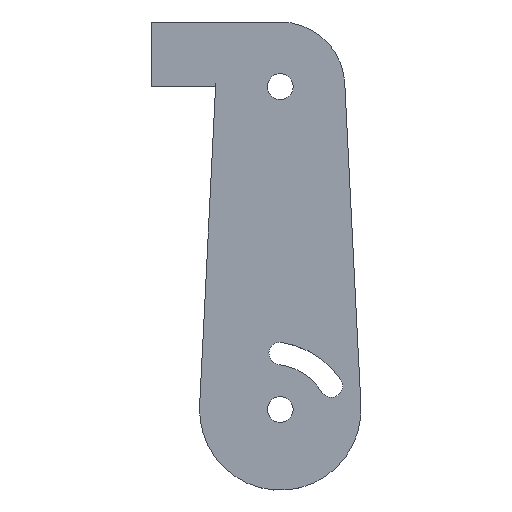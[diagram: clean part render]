
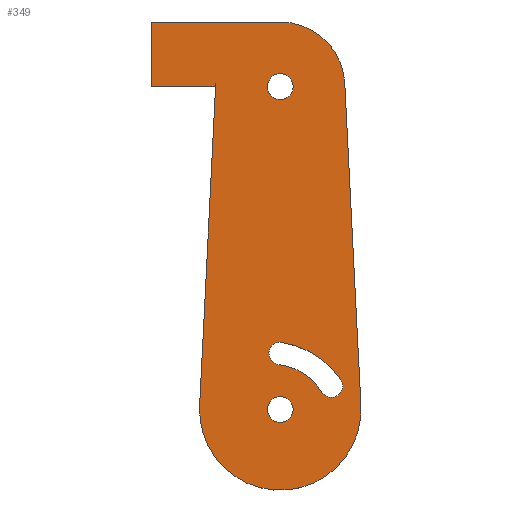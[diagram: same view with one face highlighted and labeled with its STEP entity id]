
A CAD part, top view. The second image highlights one B-rep face of the part: STEP entity #349.
In plain terms, the highlighted planar face has unit normal (0, 0, 1).
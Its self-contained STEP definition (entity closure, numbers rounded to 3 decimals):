
#15=FACE_BOUND('',#65,.T.);
#16=FACE_BOUND('',#66,.T.);
#17=FACE_BOUND('',#67,.T.);
#28=PLANE('',#399);
#46=FACE_OUTER_BOUND('',#64,.T.);
#64=EDGE_LOOP('',(#292,#293,#294,#295,#296,#297,#298,#299,#300,#301));
#65=EDGE_LOOP('',(#302));
#66=EDGE_LOOP('',(#303));
#67=EDGE_LOOP('',(#304,#305,#306,#307));
#80=LINE('',#549,#110);
#83=LINE('',#555,#113);
#87=LINE('',#565,#117);
#90=LINE('',#571,#120);
#93=LINE('',#577,#123);
#96=LINE('',#583,#126);
#100=LINE('',#595,#130);
#110=VECTOR('',#449,10.);
#113=VECTOR('',#454,10.);
#117=VECTOR('',#466,10.);
#120=VECTOR('',#471,10.);
#123=VECTOR('',#476,10.);
#126=VECTOR('',#481,10.);
#130=VECTOR('',#493,10.);
#133=CIRCLE('',#367,13.589);
#135=CIRCLE('',#370,1.75);
#137=CIRCLE('',#373,8.888);
#139=CIRCLE('',#376,1.75);
#140=CIRCLE('',#378,2.);
#142=CIRCLE('',#381,2.);
#145=CIRCLE('',#387,10.);
#147=CIRCLE('',#394,10.);
#149=CIRCLE('',#398,12.5);
#152=VERTEX_POINT('',#510);
#153=VERTEX_POINT('',#512);
#155=VERTEX_POINT('',#518);
#157=VERTEX_POINT('',#524);
#158=VERTEX_POINT('',#531);
#160=VERTEX_POINT('',#537);
#164=VERTEX_POINT('',#546);
#165=VERTEX_POINT('',#548);
#167=VERTEX_POINT('',#554);
#169=VERTEX_POINT('',#560);
#171=VERTEX_POINT('',#570);
#173=VERTEX_POINT('',#576);
#175=VERTEX_POINT('',#582);
#177=VERTEX_POINT('',#588);
#179=VERTEX_POINT('',#594);
#182=EDGE_CURVE('',#153,#152,#133,.T.);
#185=EDGE_CURVE('',#155,#153,#135,.T.);
#188=EDGE_CURVE('',#157,#155,#137,.T.);
#191=EDGE_CURVE('',#152,#157,#139,.T.);
#192=EDGE_CURVE('',#158,#158,#140,.T.);
#195=EDGE_CURVE('',#160,#160,#142,.T.);
#200=EDGE_CURVE('',#165,#164,#80,.T.);
#203=EDGE_CURVE('',#167,#165,#83,.T.);
#206=EDGE_CURVE('',#169,#167,#145,.T.);
#209=EDGE_CURVE('',#165,#169,#87,.T.);
#212=EDGE_CURVE('',#171,#165,#90,.T.);
#215=EDGE_CURVE('',#173,#171,#93,.T.);
#218=EDGE_CURVE('',#175,#173,#96,.T.);
#221=EDGE_CURVE('',#177,#175,#147,.T.);
#224=EDGE_CURVE('',#179,#177,#100,.T.);
#227=EDGE_CURVE('',#164,#179,#149,.T.);
#292=ORIENTED_EDGE('',*,*,#227,.T.);
#293=ORIENTED_EDGE('',*,*,#224,.T.);
#294=ORIENTED_EDGE('',*,*,#221,.T.);
#295=ORIENTED_EDGE('',*,*,#218,.T.);
#296=ORIENTED_EDGE('',*,*,#215,.T.);
#297=ORIENTED_EDGE('',*,*,#212,.T.);
#298=ORIENTED_EDGE('',*,*,#209,.T.);
#299=ORIENTED_EDGE('',*,*,#206,.T.);
#300=ORIENTED_EDGE('',*,*,#203,.T.);
#301=ORIENTED_EDGE('',*,*,#200,.T.);
#302=ORIENTED_EDGE('',*,*,#195,.T.);
#303=ORIENTED_EDGE('',*,*,#192,.T.);
#304=ORIENTED_EDGE('',*,*,#191,.T.);
#305=ORIENTED_EDGE('',*,*,#188,.T.);
#306=ORIENTED_EDGE('',*,*,#185,.T.);
#307=ORIENTED_EDGE('',*,*,#182,.T.);
#349=ADVANCED_FACE('',(#46,#15,#16,#17),#28,.T.);
#367=AXIS2_PLACEMENT_3D('',#513,#408,#409);
#370=AXIS2_PLACEMENT_3D('',#519,#415,#416);
#373=AXIS2_PLACEMENT_3D('',#525,#422,#423);
#376=AXIS2_PLACEMENT_3D('',#529,#429,#430);
#378=AXIS2_PLACEMENT_3D('',#532,#433,#434);
#381=AXIS2_PLACEMENT_3D('',#538,#440,#441);
#387=AXIS2_PLACEMENT_3D('',#561,#460,#461);
#394=AXIS2_PLACEMENT_3D('',#589,#487,#488);
#398=AXIS2_PLACEMENT_3D('',#599,#499,#500);
#399=AXIS2_PLACEMENT_3D('',#600,#501,#502);
#408=DIRECTION('center_axis',(0.,0.,-1.));
#409=DIRECTION('ref_axis',(0.826,0.564,0.));
#415=DIRECTION('center_axis',(0.,0.,-1.));
#416=DIRECTION('ref_axis',(1.,0.,0.));
#422=DIRECTION('center_axis',(0.,0.,1.));
#423=DIRECTION('ref_axis',(0.856,0.517,0.));
#429=DIRECTION('center_axis',(0.,0.,-1.));
#430=DIRECTION('ref_axis',(1.,0.,0.));
#433=DIRECTION('center_axis',(0.,0.,-1.));
#434=DIRECTION('ref_axis',(1.,0.,0.));
#440=DIRECTION('center_axis',(0.,0.,-1.));
#441=DIRECTION('ref_axis',(1.,0.,0.));
#449=DIRECTION('',(-0.05,-0.999,0.));
#454=DIRECTION('',(-1.,0.,0.));
#460=DIRECTION('center_axis',(0.,0.,1.));
#461=DIRECTION('ref_axis',(1.,0.,0.));
#466=DIRECTION('',(0.05,0.999,0.));
#471=DIRECTION('',(1.,0.,0.));
#476=DIRECTION('',(0.,-1.,0.));
#481=DIRECTION('',(-1.,0.,0.));
#487=DIRECTION('center_axis',(0.,0.,1.));
#488=DIRECTION('ref_axis',(1.,0.,0.));
#493=DIRECTION('',(-0.05,0.999,0.));
#499=DIRECTION('center_axis',(0.,0.,1.));
#500=DIRECTION('ref_axis',(1.,0.,0.));
#501=DIRECTION('center_axis',(0.,0.,1.));
#502=DIRECTION('ref_axis',(1.,0.,0.));
#510=CARTESIAN_POINT('',(9.358,4.619,3.));
#512=CARTESIAN_POINT('',(0.,10.419,3.));
#513=CARTESIAN_POINT('Origin',(-1.866,-3.041,3.));
#518=CARTESIAN_POINT('',(-0.193,6.93,3.));
#519=CARTESIAN_POINT('Origin',(0.,8.669,3.));
#524=CARTESIAN_POINT('',(6.435,2.695,3.));
#525=CARTESIAN_POINT('Origin',(-1.17,-1.904,3.));
#529=CARTESIAN_POINT('Origin',(7.913,3.633,3.));
#531=CARTESIAN_POINT('',(-2.,0.,3.));
#532=CARTESIAN_POINT('Origin',(0.,0.,3.));
#537=CARTESIAN_POINT('',(-2.,50.,3.));
#538=CARTESIAN_POINT('Origin',(0.,50.,3.));
#546=CARTESIAN_POINT('',(-12.484,0.625,3.));
#548=CARTESIAN_POINT('',(-10.013,50.,3.));
#549=CARTESIAN_POINT('',(-9.987,50.5,3.));
#554=CARTESIAN_POINT('',(-10.,50.,3.));
#555=CARTESIAN_POINT('',(-20.,50.,3.));
#560=CARTESIAN_POINT('',(-9.987,50.5,3.));
#561=CARTESIAN_POINT('Origin',(0.,50.,3.));
#565=CARTESIAN_POINT('',(-9.987,50.5,3.));
#570=CARTESIAN_POINT('',(-20.,50.,3.));
#571=CARTESIAN_POINT('',(-20.,50.,3.));
#576=CARTESIAN_POINT('',(-20.,60.,3.));
#577=CARTESIAN_POINT('',(-20.,60.,3.));
#582=CARTESIAN_POINT('',(0.,60.,3.));
#583=CARTESIAN_POINT('',(0.,60.,3.));
#588=CARTESIAN_POINT('',(9.987,50.5,3.));
#589=CARTESIAN_POINT('Origin',(0.,50.,3.));
#594=CARTESIAN_POINT('',(12.484,0.625,3.));
#595=CARTESIAN_POINT('',(9.987,50.5,3.));
#599=CARTESIAN_POINT('Origin',(0.,0.,3.));
#600=CARTESIAN_POINT('Origin',(-3.75,23.75,3.));
